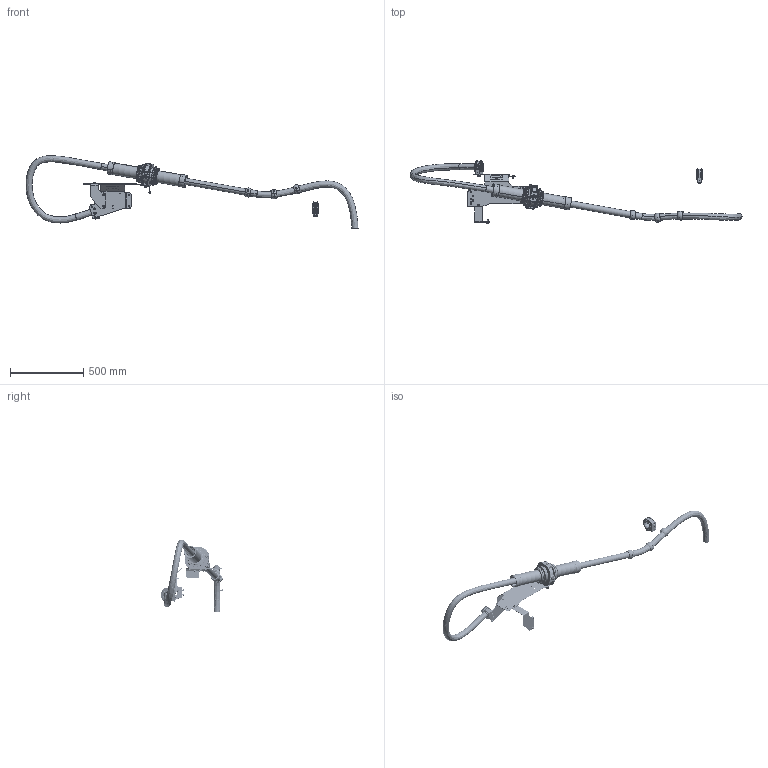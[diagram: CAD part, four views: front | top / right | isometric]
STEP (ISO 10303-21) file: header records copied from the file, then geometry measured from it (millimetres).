
FILE_DESCRIPTION (( 'STEP AP203' ), '1' );
FILE_NAME ('P2604-x.STEP', '2025-09-11T08:52:45', ( '' ), ( '' ), 'SwSTEP 2.0', 'SolidWorks 2024', '' );
FILE_SCHEMA (( 'CONFIG_CONTROL_DESIGN' ));
Products named in the file (1): P2604-x
Bounding box: 2271.95 x 428 x 497 mm (x, y, z)
Volume: 3561955.9 mm3; surface area: 1877187.3 mm2
Topology: 60 solids, 63 shells, 5221 faces, 13431 edges, 8575 vertices
Faces by surface type: plane 1925, bspline 1256, cylinder 1254, torus 376, cone 336, sphere 74
Entity records: 293821 total; most frequent: CARTESIAN_POINT 175893, ORIENTED_EDGE 26608, DIRECTION 21540, EDGE_CURVE 13304, VERTEX_POINT 8532, AXIS2_PLACEMENT_3D 7875, VECTOR 5790, LINE 5790
